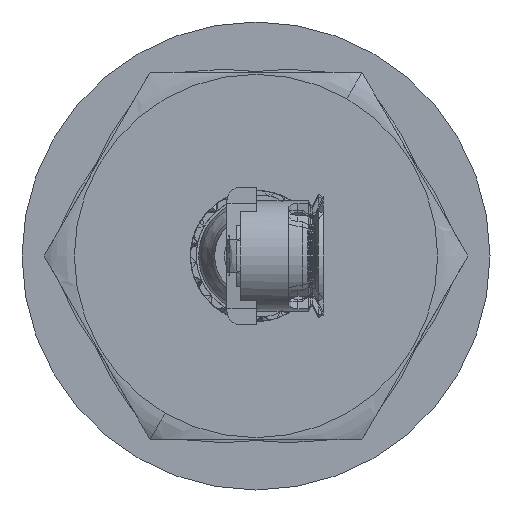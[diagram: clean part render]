
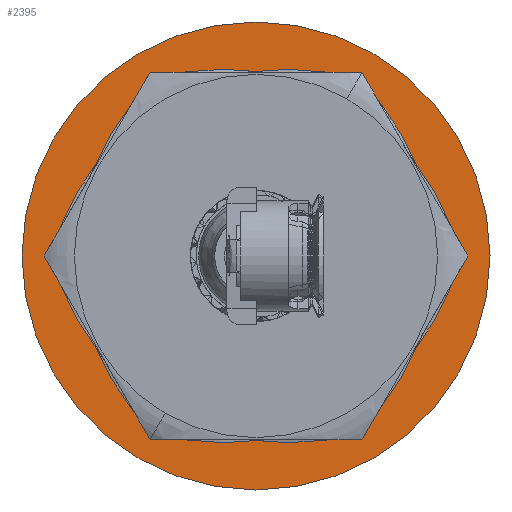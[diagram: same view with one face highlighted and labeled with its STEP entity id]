
A CAD part, left-side view. The second image highlights one B-rep face of the part: STEP entity #2395.
In plain terms, the highlighted planar face has unit normal (-1, 0, 0).
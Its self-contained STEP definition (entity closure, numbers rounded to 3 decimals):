
#716 = CARTESIAN_POINT ( 'NONE',  ( 0., 0., 0. ) ) ;
#1520 = CARTESIAN_POINT ( 'NONE',  ( 0., 0., 5.1 ) ) ;
#1642 = AXIS2_PLACEMENT_3D ( 'NONE', #18542, #6540, #49006 ) ;
#2319 = CARTESIAN_POINT ( 'NONE',  ( 0., 0., -4. ) ) ;
#2395 = ADVANCED_FACE ( 'NONE', ( #37682, #33131 ), #42513, .F. ) ;
#4131 = CARTESIAN_POINT ( 'NONE',  ( 0., 0., 0. ) ) ;
#6540 = DIRECTION ( 'NONE',  ( 1., 0., 0. ) ) ;
#7118 = CIRCLE ( 'NONE', #1642, 5.1 ) ;
#7167 = CIRCLE ( 'NONE', #28139, 4. ) ;
#8775 = ORIENTED_EDGE ( 'NONE', *, *, #25381, .T. ) ;
#9765 = VERTEX_POINT ( 'NONE', #1520 ) ;
#11206 = DIRECTION ( 'NONE',  ( 0., 0., -1. ) ) ;
#13535 = CIRCLE ( 'NONE', #52635, 5.1 ) ;
#14025 = VERTEX_POINT ( 'NONE', #2319 ) ;
#15608 = ORIENTED_EDGE ( 'NONE', *, *, #30277, .F. ) ;
#18542 = CARTESIAN_POINT ( 'NONE',  ( 0., 0., 0. ) ) ;
#23263 = EDGE_LOOP ( 'NONE', ( #44266, #15608 ) ) ;
#25381 = EDGE_CURVE ( 'NONE', #27600, #14025, #54618, .T. ) ;
#27600 = VERTEX_POINT ( 'NONE', #43498 ) ;
#28139 = AXIS2_PLACEMENT_3D ( 'NONE', #716, #35552, #52913 ) ;
#28879 = DIRECTION ( 'NONE',  ( 1., 0., 0. ) ) ;
#29151 = EDGE_CURVE ( 'NONE', #9765, #40460, #13535, .T. ) ;
#30277 = EDGE_CURVE ( 'NONE', #40460, #9765, #7118, .T. ) ;
#30701 = DIRECTION ( 'NONE',  ( 1., 0., 0. ) ) ;
#33131 = FACE_BOUND ( 'NONE', #36126, .T. ) ;
#33660 = CARTESIAN_POINT ( 'NONE',  ( 0., 0., -5.1 ) ) ;
#35552 = DIRECTION ( 'NONE',  ( 1., 0., 0. ) ) ;
#35944 = ORIENTED_EDGE ( 'NONE', *, *, #52415, .T. ) ;
#36126 = EDGE_LOOP ( 'NONE', ( #8775, #35944 ) ) ;
#36435 = AXIS2_PLACEMENT_3D ( 'NONE', #47724, #47462, #52542 ) ;
#37682 = FACE_OUTER_BOUND ( 'NONE', #23263, .T. ) ;
#40460 = VERTEX_POINT ( 'NONE', #33660 ) ;
#42513 = PLANE ( 'NONE',  #55733 ) ;
#43498 = CARTESIAN_POINT ( 'NONE',  ( 0., 0., 4. ) ) ;
#44266 = ORIENTED_EDGE ( 'NONE', *, *, #29151, .F. ) ;
#47462 = DIRECTION ( 'NONE',  ( 1., 0., 0. ) ) ;
#47724 = CARTESIAN_POINT ( 'NONE',  ( 0., 0., 0. ) ) ;
#48034 = DIRECTION ( 'NONE',  ( 0., 0., -1. ) ) ;
#49006 = DIRECTION ( 'NONE',  ( 0., 0., -1. ) ) ;
#50762 = CARTESIAN_POINT ( 'NONE',  ( 0., 0., 0. ) ) ;
#52415 = EDGE_CURVE ( 'NONE', #14025, #27600, #7167, .T. ) ;
#52542 = DIRECTION ( 'NONE',  ( 0., 0., -1. ) ) ;
#52635 = AXIS2_PLACEMENT_3D ( 'NONE', #4131, #30701, #48034 ) ;
#52913 = DIRECTION ( 'NONE',  ( 0., 0., -1. ) ) ;
#54618 = CIRCLE ( 'NONE', #36435, 4. ) ;
#55733 = AXIS2_PLACEMENT_3D ( 'NONE', #50762, #28879, #11206 ) ;
